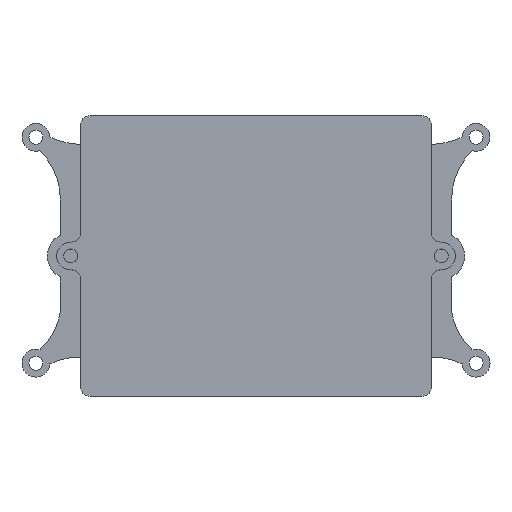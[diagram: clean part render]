
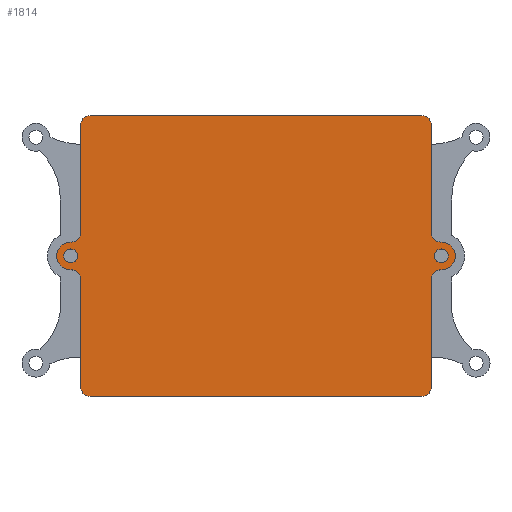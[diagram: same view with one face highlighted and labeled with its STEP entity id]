
A CAD part, top view. The second image highlights one B-rep face of the part: STEP entity #1814.
In plain terms, the highlighted planar face has unit normal (0, 0, 1).
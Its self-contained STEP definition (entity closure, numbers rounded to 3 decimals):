
#25=FACE_BOUND('',#237,.T.);
#26=FACE_BOUND('',#238,.T.);
#59=PLANE('',#1990);
#130=FACE_OUTER_BOUND('',#236,.T.);
#236=EDGE_LOOP('',(#1424,#1425,#1426,#1427,#1428,#1429,#1430,#1431,#1432,
#1433,#1434,#1435,#1436,#1437,#1438,#1439));
#237=EDGE_LOOP('',(#1440));
#238=EDGE_LOOP('',(#1441));
#373=LINE('',#2949,#526);
#376=LINE('',#2957,#529);
#378=LINE('',#2963,#531);
#380=LINE('',#2970,#533);
#384=LINE('',#2979,#537);
#385=LINE('',#2984,#538);
#526=VECTOR('',#2359,10.);
#529=VECTOR('',#2368,10.);
#531=VECTOR('',#2376,10.);
#533=VECTOR('',#2384,10.);
#537=VECTOR('',#2394,10.);
#538=VECTOR('',#2399,10.);
#640=CIRCLE('',#1949,2.);
#642=CIRCLE('',#1952,3.);
#645=CIRCLE('',#1956,2.);
#647=CIRCLE('',#1959,2.);
#649=CIRCLE('',#1962,3.);
#650=CIRCLE('',#1964,2.);
#662=CIRCLE('',#1979,2.);
#663=CIRCLE('',#1982,2.);
#664=CIRCLE('',#1985,1.5);
#665=CIRCLE('',#1988,1.5);
#666=CIRCLE('',#1991,2.);
#667=CIRCLE('',#1992,2.);
#779=VERTEX_POINT('',#2866);
#780=VERTEX_POINT('',#2867);
#783=VERTEX_POINT('',#2875);
#786=VERTEX_POINT('',#2883);
#789=VERTEX_POINT('',#2890);
#790=VERTEX_POINT('',#2892);
#792=VERTEX_POINT('',#2898);
#793=VERTEX_POINT('',#2902);
#813=VERTEX_POINT('',#2947);
#814=VERTEX_POINT('',#2951);
#815=VERTEX_POINT('',#2955);
#816=VERTEX_POINT('',#2959);
#817=VERTEX_POINT('',#2965);
#818=VERTEX_POINT('',#2969);
#819=VERTEX_POINT('',#2973);
#820=VERTEX_POINT('',#2977);
#821=VERTEX_POINT('',#2981);
#822=VERTEX_POINT('',#2983);
#986=EDGE_CURVE('',#779,#780,#640,.T.);
#990=EDGE_CURVE('',#780,#783,#642,.T.);
#994=EDGE_CURVE('',#783,#786,#645,.T.);
#998=EDGE_CURVE('',#789,#790,#647,.T.);
#1002=EDGE_CURVE('',#789,#792,#649,.T.);
#1003=EDGE_CURVE('',#793,#792,#650,.T.);
#1027=EDGE_CURVE('',#779,#813,#373,.T.);
#1029=EDGE_CURVE('',#814,#813,#662,.T.);
#1031=EDGE_CURVE('',#814,#815,#376,.T.);
#1033=EDGE_CURVE('',#816,#815,#663,.T.);
#1034=EDGE_CURVE('',#790,#816,#378,.T.);
#1035=EDGE_CURVE('',#817,#817,#664,.T.);
#1037=EDGE_CURVE('',#818,#786,#380,.T.);
#1039=EDGE_CURVE('',#819,#819,#665,.T.);
#1042=EDGE_CURVE('',#820,#793,#384,.T.);
#1043=EDGE_CURVE('',#821,#820,#666,.T.);
#1044=EDGE_CURVE('',#821,#822,#385,.T.);
#1045=EDGE_CURVE('',#818,#822,#667,.T.);
#1424=ORIENTED_EDGE('',*,*,#1042,.F.);
#1425=ORIENTED_EDGE('',*,*,#1043,.F.);
#1426=ORIENTED_EDGE('',*,*,#1044,.T.);
#1427=ORIENTED_EDGE('',*,*,#1045,.F.);
#1428=ORIENTED_EDGE('',*,*,#1037,.T.);
#1429=ORIENTED_EDGE('',*,*,#994,.F.);
#1430=ORIENTED_EDGE('',*,*,#990,.F.);
#1431=ORIENTED_EDGE('',*,*,#986,.F.);
#1432=ORIENTED_EDGE('',*,*,#1027,.T.);
#1433=ORIENTED_EDGE('',*,*,#1029,.F.);
#1434=ORIENTED_EDGE('',*,*,#1031,.T.);
#1435=ORIENTED_EDGE('',*,*,#1033,.F.);
#1436=ORIENTED_EDGE('',*,*,#1034,.F.);
#1437=ORIENTED_EDGE('',*,*,#998,.F.);
#1438=ORIENTED_EDGE('',*,*,#1002,.T.);
#1439=ORIENTED_EDGE('',*,*,#1003,.F.);
#1440=ORIENTED_EDGE('',*,*,#1035,.F.);
#1441=ORIENTED_EDGE('',*,*,#1039,.T.);
#1814=ADVANCED_FACE('',(#130,#25,#26),#59,.T.);
#1949=AXIS2_PLACEMENT_3D('',#2868,#2282,#2283);
#1952=AXIS2_PLACEMENT_3D('',#2876,#2290,#2291);
#1956=AXIS2_PLACEMENT_3D('',#2884,#2299,#2300);
#1959=AXIS2_PLACEMENT_3D('',#2893,#2307,#2308);
#1962=AXIS2_PLACEMENT_3D('',#2900,#2315,#2316);
#1964=AXIS2_PLACEMENT_3D('',#2903,#2319,#2320);
#1979=AXIS2_PLACEMENT_3D('',#2953,#2363,#2364);
#1982=AXIS2_PLACEMENT_3D('',#2961,#2372,#2373);
#1985=AXIS2_PLACEMENT_3D('',#2966,#2379,#2380);
#1988=AXIS2_PLACEMENT_3D('',#2974,#2388,#2389);
#1990=AXIS2_PLACEMENT_3D('',#2980,#2395,#2396);
#1991=AXIS2_PLACEMENT_3D('',#2982,#2397,#2398);
#1992=AXIS2_PLACEMENT_3D('',#2985,#2400,#2401);
#2282=DIRECTION('center_axis',(0.,0.,
1.));
#2283=DIRECTION('ref_axis',(0.693,0.72,0.));
#2290=DIRECTION('center_axis',(0.,0.,
-1.));
#2291=DIRECTION('ref_axis',(0.73,-0.683,0.));
#2299=DIRECTION('center_axis',(0.,0.,
1.));
#2300=DIRECTION('ref_axis',(0.693,-0.72,0.));
#2307=DIRECTION('center_axis',(0.,0.,
1.));
#2308=DIRECTION('ref_axis',(-0.693,0.72,0.));
#2315=DIRECTION('center_axis',(0.,0.,
1.));
#2316=DIRECTION('ref_axis',(-0.73,-0.683,0.));
#2319=DIRECTION('center_axis',(0.,0.,
1.));
#2320=DIRECTION('ref_axis',(-0.693,-0.72,0.));
#2359=DIRECTION('',(0.,-1.,0.));
#2363=DIRECTION('center_axis',(0.,0.,
-1.));
#2364=DIRECTION('ref_axis',(-0.707,-0.707,0.));
#2368=DIRECTION('',(1.,0.,0.));
#2372=DIRECTION('center_axis',(0.,0.,
-1.));
#2373=DIRECTION('ref_axis',(0.707,-0.707,0.));
#2376=DIRECTION('',(0.,-1.,0.));
#2379=DIRECTION('center_axis',(0.,0.,
1.));
#2380=DIRECTION('ref_axis',(-1.,0.,0.));
#2384=DIRECTION('',(0.,-1.,0.));
#2388=DIRECTION('center_axis',(0.,0.,
-1.));
#2389=DIRECTION('ref_axis',(1.,0.,0.));
#2394=DIRECTION('',(0.,-1.,0.));
#2395=DIRECTION('center_axis',(0.,0.,
1.));
#2396=DIRECTION('ref_axis',(-1.,0.,0.));
#2397=DIRECTION('center_axis',(0.,0.,
-1.));
#2398=DIRECTION('ref_axis',(0.707,0.707,0.));
#2399=DIRECTION('',(-1.,0.,0.));
#2400=DIRECTION('center_axis',(0.,0.,
-1.));
#2401=DIRECTION('ref_axis',(-0.707,0.707,0.));
#2866=CARTESIAN_POINT('',(9.65,-30.546,12.));
#2867=CARTESIAN_POINT('',(7.574,-28.548,12.));
#2868=CARTESIAN_POINT('Origin',(7.65,-30.546,12.));
#2875=CARTESIAN_POINT('',(7.574,-22.552,12.));
#2876=CARTESIAN_POINT('Origin',(7.459,-25.55,12.));
#2883=CARTESIAN_POINT('',(9.65,-20.554,12.));
#2884=CARTESIAN_POINT('Origin',(7.65,-20.554,12.));
#2890=CARTESIAN_POINT('',(87.126,-28.548,12.));
#2892=CARTESIAN_POINT('',(85.05,-30.546,12.));
#2893=CARTESIAN_POINT('Origin',(87.05,-30.546,12.));
#2898=CARTESIAN_POINT('',(87.126,-22.552,12.));
#2900=CARTESIAN_POINT('Origin',(87.241,-25.55,12.));
#2902=CARTESIAN_POINT('',(85.05,-20.554,12.));
#2903=CARTESIAN_POINT('Origin',(87.05,-20.554,12.));
#2947=CARTESIAN_POINT('',(9.65,-53.75,12.));
#2949=CARTESIAN_POINT('',(9.65,4.65,12.));
#2951=CARTESIAN_POINT('',(11.65,-55.75,12.));
#2953=CARTESIAN_POINT('Origin',(11.65,-53.75,12.));
#2955=CARTESIAN_POINT('',(83.05,-55.75,12.));
#2957=CARTESIAN_POINT('',(9.65,-55.75,12.));
#2959=CARTESIAN_POINT('',(85.05,-53.75,12.));
#2961=CARTESIAN_POINT('Origin',(83.05,-53.75,12.));
#2963=CARTESIAN_POINT('',(85.05,-25.55,12.));
#2965=CARTESIAN_POINT('',(8.959,-25.55,12.));
#2966=CARTESIAN_POINT('Origin',(7.459,-25.55,12.));
#2969=CARTESIAN_POINT('',(9.65,2.65,12.));
#2970=CARTESIAN_POINT('',(9.65,4.65,12.));
#2973=CARTESIAN_POINT('',(85.741,-25.55,12.));
#2974=CARTESIAN_POINT('Origin',(87.241,-25.55,12.));
#2977=CARTESIAN_POINT('',(85.05,2.65,12.));
#2979=CARTESIAN_POINT('',(85.05,-25.55,12.));
#2980=CARTESIAN_POINT('Origin',(47.35,-25.55,12.));
#2981=CARTESIAN_POINT('',(83.05,4.65,12.));
#2982=CARTESIAN_POINT('Origin',(83.05,2.65,12.));
#2983=CARTESIAN_POINT('',(11.65,4.65,12.));
#2984=CARTESIAN_POINT('',(85.05,4.65,12.));
#2985=CARTESIAN_POINT('Origin',(11.65,2.65,12.));
